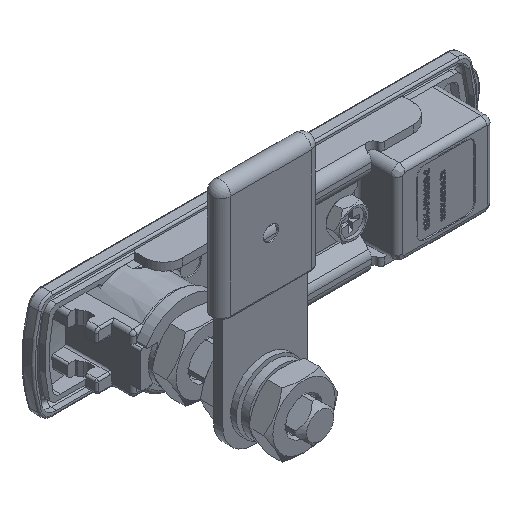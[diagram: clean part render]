
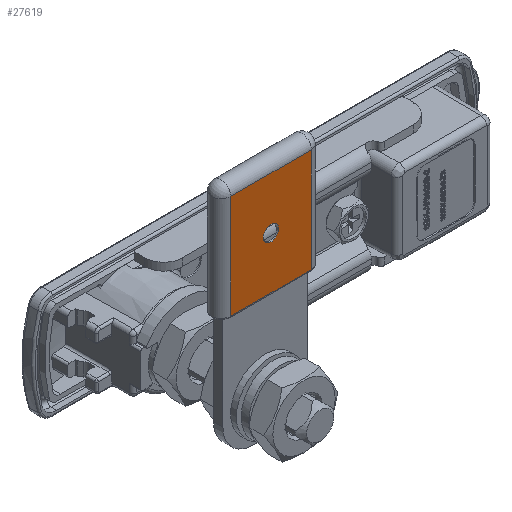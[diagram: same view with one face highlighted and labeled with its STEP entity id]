
A CAD part, isometric view. The second image highlights one B-rep face of the part: STEP entity #27619.
In plain terms, the highlighted planar face has unit normal (0, -1, 0).
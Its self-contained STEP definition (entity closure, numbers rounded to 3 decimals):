
#1525=CIRCLE('',#29652,2.);
#1748=FACE_BOUND('',#6148,.T.);
#4507=FACE_OUTER_BOUND('',#6147,.T.);
#6147=EDGE_LOOP('',(#24708,#24709,#24710,#24711));
#6148=EDGE_LOOP('',(#24712));
#8219=LINE('',#64696,#10355);
#8220=LINE('',#64698,#10356);
#8221=LINE('',#64700,#10357);
#8222=LINE('',#64701,#10358);
#10355=VECTOR('',#35280,21.);
#10356=VECTOR('',#35281,27.);
#10357=VECTOR('',#35282,21.);
#10358=VECTOR('',#35283,27.);
#12972=VERTEX_POINT('',#64694);
#12973=VERTEX_POINT('',#64695);
#12974=VERTEX_POINT('',#64697);
#12975=VERTEX_POINT('',#64699);
#12976=VERTEX_POINT('',#64702);
#16926=EDGE_CURVE('',#12972,#12973,#8219,.T.);
#16927=EDGE_CURVE('',#12974,#12973,#8220,.T.);
#16928=EDGE_CURVE('',#12974,#12975,#8221,.T.);
#16929=EDGE_CURVE('',#12975,#12972,#8222,.T.);
#16930=EDGE_CURVE('',#12976,#12976,#1525,.T.);
#24708=ORIENTED_EDGE('',*,*,#16926,.T.);
#24709=ORIENTED_EDGE('',*,*,#16927,.F.);
#24710=ORIENTED_EDGE('',*,*,#16928,.T.);
#24711=ORIENTED_EDGE('',*,*,#16929,.T.);
#24712=ORIENTED_EDGE('',*,*,#16930,.F.);
#26147=PLANE('',#29651);
#27619=ADVANCED_FACE('',(#4507,#1748),#26147,.T.);
#29651=AXIS2_PLACEMENT_3D('',#64693,#35278,#35279);
#29652=AXIS2_PLACEMENT_3D('',#64703,#35284,#35285);
#35278=DIRECTION('center_axis',(0.,-1.,0.));
#35279=DIRECTION('ref_axis',(0.,0.,-1.));
#35280=DIRECTION('',(0.,0.,-1.));
#35281=DIRECTION('',(-1.,0.,0.));
#35282=DIRECTION('',(0.,0.,1.));
#35283=DIRECTION('',(-1.,0.,0.));
#35284=DIRECTION('center_axis',(0.,-1.,0.));
#35285=DIRECTION('ref_axis',(1.,0.,0.));
#64693=CARTESIAN_POINT('Origin',(-60.,0.,28.906));
#64694=CARTESIAN_POINT('',(-14.019,0.,10.5));
#64695=CARTESIAN_POINT('',(-14.019,0.,-10.5));
#64696=CARTESIAN_POINT('',(-14.019,0.,10.5));
#64697=CARTESIAN_POINT('',(12.981,0.,-10.5));
#64698=CARTESIAN_POINT('',(12.981,0.,-10.5));
#64699=CARTESIAN_POINT('',(12.981,0.,10.5));
#64700=CARTESIAN_POINT('',(12.981,0.,-10.5));
#64701=CARTESIAN_POINT('',(12.981,0.,10.5));
#64702=CARTESIAN_POINT('',(-2.519,0.,0.));
#64703=CARTESIAN_POINT('Origin',(-0.519,0.,0.));
